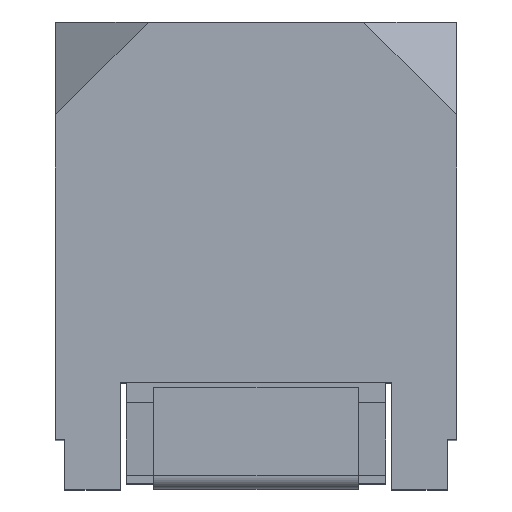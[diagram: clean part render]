
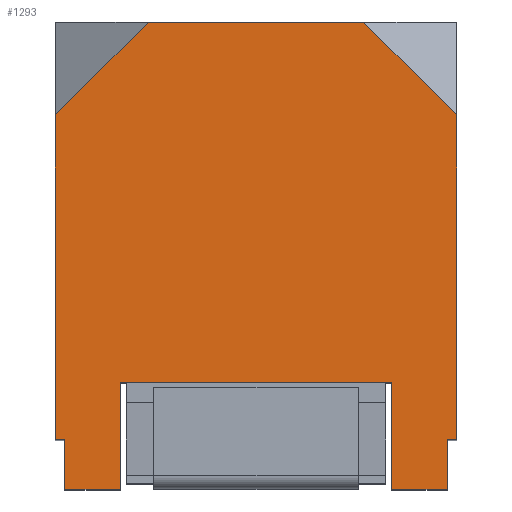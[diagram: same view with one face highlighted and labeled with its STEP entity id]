
A CAD part, top view. The second image highlights one B-rep face of the part: STEP entity #1293.
In plain terms, the highlighted planar face has unit normal (0, 0, 1).
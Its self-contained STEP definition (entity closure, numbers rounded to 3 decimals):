
#1293 = ADVANCED_FACE ( 'NONE', ( #5364 ), #4700, .T. ) ;
#1313 = EDGE_CURVE ( 'NONE', #2205, #2217, #4871, .T. ) ;
#1317 = EDGE_CURVE ( 'NONE', #2216, #2217, #4883, .T. ) ;
#1318 = EDGE_CURVE ( 'NONE', #2208, #2216, #4886, .T. ) ;
#1319 = EDGE_CURVE ( 'NONE', #2218, #2205, #4889, .T. ) ;
#1320 = EDGE_CURVE ( 'NONE', #2219, #2204, #4892, .T. ) ;
#1321 = EDGE_CURVE ( 'NONE', #2204, #2218, #4895, .T. ) ;
#1322 = EDGE_CURVE ( 'NONE', #2219, #2210, #4898, .T. ) ;
#1323 = EDGE_CURVE ( 'NONE', #2210, #2221, #4901, .T. ) ;
#1324 = EDGE_CURVE ( 'NONE', #2214, #2221, #4904, .T. ) ;
#1325 = EDGE_CURVE ( 'NONE', #2222, #2214, #4907, .T. ) ;
#1326 = EDGE_CURVE ( 'NONE', #2222, #2223, #4910, .T. ) ;
#1327 = EDGE_CURVE ( 'NONE', #2224, #2223, #4913, .T. ) ;
#1328 = EDGE_CURVE ( 'NONE', #2224, #2212, #4916, .T. ) ;
#1329 = EDGE_CURVE ( 'NONE', #2212, #2208, #4919, .T. ) ;
#1665 = EDGE_LOOP ( 'NONE', ( #1988, #1990, #1989, #1991, #1992, #1994, #1993, #1975, #1995, #1996, #1997, #1998, #1999, #2000 ) ) ;
#1975 = ORIENTED_EDGE ( 'NONE', *, *, #1323, .T. ) ;
#1988 = ORIENTED_EDGE ( 'NONE', *, *, #1318, .T. ) ;
#1989 = ORIENTED_EDGE ( 'NONE', *, *, #1313, .F. ) ;
#1990 = ORIENTED_EDGE ( 'NONE', *, *, #1317, .T. ) ;
#1991 = ORIENTED_EDGE ( 'NONE', *, *, #1319, .F. ) ;
#1992 = ORIENTED_EDGE ( 'NONE', *, *, #1321, .F. ) ;
#1993 = ORIENTED_EDGE ( 'NONE', *, *, #1322, .T. ) ;
#1994 = ORIENTED_EDGE ( 'NONE', *, *, #1320, .F. ) ;
#1995 = ORIENTED_EDGE ( 'NONE', *, *, #1324, .F. ) ;
#1996 = ORIENTED_EDGE ( 'NONE', *, *, #1325, .F. ) ;
#1997 = ORIENTED_EDGE ( 'NONE', *, *, #1326, .T. ) ;
#1998 = ORIENTED_EDGE ( 'NONE', *, *, #1327, .F. ) ;
#1999 = ORIENTED_EDGE ( 'NONE', *, *, #1328, .T. ) ;
#2000 = ORIENTED_EDGE ( 'NONE', *, *, #1329, .T. ) ;
#2204 = VERTEX_POINT ( 'NONE', #7583 ) ;
#2205 = VERTEX_POINT ( 'NONE', #7584 ) ;
#2208 = VERTEX_POINT ( 'NONE', #7587 ) ;
#2210 = VERTEX_POINT ( 'NONE', #7589 ) ;
#2212 = VERTEX_POINT ( 'NONE', #7591 ) ;
#2214 = VERTEX_POINT ( 'NONE', #7593 ) ;
#2216 = VERTEX_POINT ( 'NONE', #7595 ) ;
#2217 = VERTEX_POINT ( 'NONE', #7596 ) ;
#2218 = VERTEX_POINT ( 'NONE', #7597 ) ;
#2219 = VERTEX_POINT ( 'NONE', #7598 ) ;
#2221 = VERTEX_POINT ( 'NONE', #7600 ) ;
#2222 = VERTEX_POINT ( 'NONE', #7601 ) ;
#2223 = VERTEX_POINT ( 'NONE', #7602 ) ;
#2224 = VERTEX_POINT ( 'NONE', #7603 ) ;
#4700 = PLANE ( 'NONE',  #5365 ) ;
#4701 = CARTESIAN_POINT ( 'NONE',  ( 2.16, -4.302, 3.05 ) ) ;
#4702 = DIRECTION ( 'NONE',  ( 0., 0., 1. ) ) ;
#4703 = DIRECTION ( 'NONE',  ( 0., -1., 0. ) ) ;
#4871 = LINE ( 'NONE', #4872, #5536 ) ;
#4872 = CARTESIAN_POINT ( 'NONE',  ( -2.16, -4.302, 3.05 ) ) ;
#4873 = DIRECTION ( 'NONE',  ( 0., 1., 0. ) ) ;
#4883 = LINE ( 'NONE', #4884, #5540 ) ;
#4884 = CARTESIAN_POINT ( 'NONE',  ( -5.401, 3.26, 3.05 ) ) ;
#4885 = DIRECTION ( 'NONE',  ( -0.707, -0.707, 0. ) ) ;
#4886 = LINE ( 'NONE', #4887, #5541 ) ;
#4887 = CARTESIAN_POINT ( 'NONE',  ( 2.16, 7.501, 3.05 ) ) ;
#4888 = DIRECTION ( 'NONE',  ( -1., 0., 0. ) ) ;
#4889 = LINE ( 'NONE', #4890, #5542 ) ;
#4890 = CARTESIAN_POINT ( 'NONE',  ( 2.16, 3.001, 3.05 ) ) ;
#4891 = DIRECTION ( 'NONE',  ( -1., 0., 0. ) ) ;
#4892 = LINE ( 'NONE', #4893, #5543 ) ;
#4893 = CARTESIAN_POINT ( 'NONE',  ( -1.46, 2.471, 3.05 ) ) ;
#4894 = DIRECTION ( 'NONE',  ( -1., 0., 0. ) ) ;
#4895 = LINE ( 'NONE', #4896, #5544 ) ;
#4896 = CARTESIAN_POINT ( 'NONE',  ( -2.06, 2.471, 3.05 ) ) ;
#4897 = DIRECTION ( 'NONE',  ( 0., 1., 0. ) ) ;
#4898 = LINE ( 'NONE', #4899, #5545 ) ;
#4899 = CARTESIAN_POINT ( 'NONE',  ( -1.46, 2.471, 3.05 ) ) ;
#4900 = DIRECTION ( 'NONE',  ( 0., 1., 0. ) ) ;
#4901 = LINE ( 'NONE', #4902, #5546 ) ;
#4902 = CARTESIAN_POINT ( 'NONE',  ( 1.46, 3.621, 3.05 ) ) ;
#4903 = DIRECTION ( 'NONE',  ( 1., 0., 0. ) ) ;
#4904 = LINE ( 'NONE', #4905, #5547 ) ;
#4905 = CARTESIAN_POINT ( 'NONE',  ( 1.46, 2.471, 3.05 ) ) ;
#4906 = DIRECTION ( 'NONE',  ( 0., 1., 0. ) ) ;
#4907 = LINE ( 'NONE', #4908, #5548 ) ;
#4908 = CARTESIAN_POINT ( 'NONE',  ( 1.46, 2.471, 3.05 ) ) ;
#4909 = DIRECTION ( 'NONE',  ( -1., 0., 0. ) ) ;
#4910 = LINE ( 'NONE', #4911, #5549 ) ;
#4911 = CARTESIAN_POINT ( 'NONE',  ( 2.06, 2.471, 3.05 ) ) ;
#4912 = DIRECTION ( 'NONE',  ( 0., 1., 0. ) ) ;
#4913 = LINE ( 'NONE', #4914, #5550 ) ;
#4914 = CARTESIAN_POINT ( 'NONE',  ( 2.16, 3.001, 3.05 ) ) ;
#4915 = DIRECTION ( 'NONE',  ( -1., 0., 0. ) ) ;
#4916 = LINE ( 'NONE', #4917, #5551 ) ;
#4917 = CARTESIAN_POINT ( 'NONE',  ( 2.16, -4.302, 3.05 ) ) ;
#4918 = DIRECTION ( 'NONE',  ( 0., 1., 0. ) ) ;
#4919 = LINE ( 'NONE', #4920, #5552 ) ;
#4920 = CARTESIAN_POINT ( 'NONE',  ( 7.561, 1.1, 3.05 ) ) ;
#4921 = DIRECTION ( 'NONE',  ( -0.707, 0.707, 0. ) ) ;
#5364 = FACE_OUTER_BOUND ( 'NONE', #1665, .T. ) ;
#5365 = AXIS2_PLACEMENT_3D ( 'NONE', #4701, #4702, #4703 ) ;
#5536 = VECTOR ( 'NONE', #4873, 1000. ) ;
#5540 = VECTOR ( 'NONE', #4885, 1000. ) ;
#5541 = VECTOR ( 'NONE', #4888, 1000. ) ;
#5542 = VECTOR ( 'NONE', #4891, 1000. ) ;
#5543 = VECTOR ( 'NONE', #4894, 1000. ) ;
#5544 = VECTOR ( 'NONE', #4897, 1000. ) ;
#5545 = VECTOR ( 'NONE', #4900, 1000. ) ;
#5546 = VECTOR ( 'NONE', #4903, 1000. ) ;
#5547 = VECTOR ( 'NONE', #4906, 1000. ) ;
#5548 = VECTOR ( 'NONE', #4909, 1000. ) ;
#5549 = VECTOR ( 'NONE', #4912, 1000. ) ;
#5550 = VECTOR ( 'NONE', #4915, 1000. ) ;
#5551 = VECTOR ( 'NONE', #4918, 1000. ) ;
#5552 = VECTOR ( 'NONE', #4921, 1000. ) ;
#7583 = CARTESIAN_POINT ( 'NONE',  ( -2.06, 2.471, 3.05 ) ) ;
#7584 = CARTESIAN_POINT ( 'NONE',  ( -2.16, 3.001, 3.05 ) ) ;
#7587 = CARTESIAN_POINT ( 'NONE',  ( 1.16, 7.501, 3.05 ) ) ;
#7589 = CARTESIAN_POINT ( 'NONE',  ( -1.46, 3.621, 3.05 ) ) ;
#7591 = CARTESIAN_POINT ( 'NONE',  ( 2.16, 6.501, 3.05 ) ) ;
#7593 = CARTESIAN_POINT ( 'NONE',  ( 1.46, 2.471, 3.05 ) ) ;
#7595 = CARTESIAN_POINT ( 'NONE',  ( -1.16, 7.501, 3.05 ) ) ;
#7596 = CARTESIAN_POINT ( 'NONE',  ( -2.16, 6.501, 3.05 ) ) ;
#7597 = CARTESIAN_POINT ( 'NONE',  ( -2.06, 3.001, 3.05 ) ) ;
#7598 = CARTESIAN_POINT ( 'NONE',  ( -1.46, 2.471, 3.05 ) ) ;
#7600 = CARTESIAN_POINT ( 'NONE',  ( 1.46, 3.621, 3.05 ) ) ;
#7601 = CARTESIAN_POINT ( 'NONE',  ( 2.06, 2.471, 3.05 ) ) ;
#7602 = CARTESIAN_POINT ( 'NONE',  ( 2.06, 3.001, 3.05 ) ) ;
#7603 = CARTESIAN_POINT ( 'NONE',  ( 2.16, 3.001, 3.05 ) ) ;
